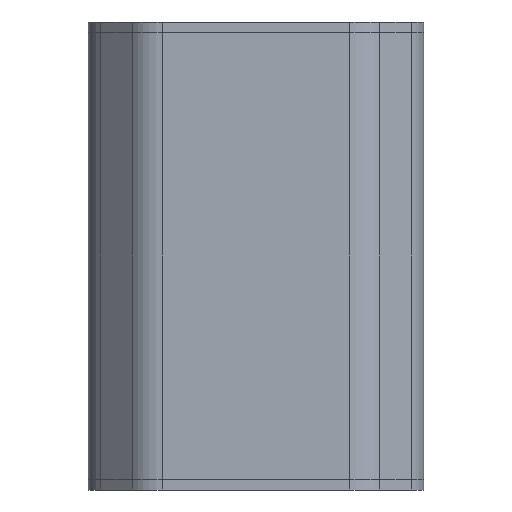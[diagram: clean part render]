
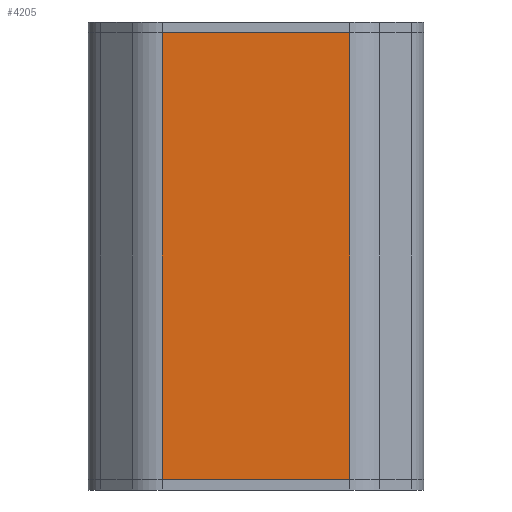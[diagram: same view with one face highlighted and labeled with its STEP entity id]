
A CAD part, front view. The second image highlights one B-rep face of the part: STEP entity #4205.
In plain terms, the highlighted planar face has unit normal (0, -1, 0).
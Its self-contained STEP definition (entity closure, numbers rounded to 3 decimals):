
#609=FACE_OUTER_BOUND('',#901,.T.);
#901=EDGE_LOOP('',(#3824,#3825,#3826,#3827));
#1272=LINE('',#7029,#1671);
#1281=LINE('',#7060,#1680);
#1302=LINE('',#7112,#1701);
#1303=LINE('',#7114,#1702);
#1671=VECTOR('',#5774,10.);
#1680=VECTOR('',#5797,10.);
#1701=VECTOR('',#5854,10.);
#1702=VECTOR('',#5857,10.);
#2064=VERTEX_POINT('',#7026);
#2065=VERTEX_POINT('',#7028);
#2079=VERTEX_POINT('',#7057);
#2080=VERTEX_POINT('',#7059);
#2634=EDGE_CURVE('',#2064,#2065,#1272,.T.);
#2649=EDGE_CURVE('',#2079,#2080,#1281,.T.);
#2677=EDGE_CURVE('',#2079,#2065,#1302,.T.);
#2678=EDGE_CURVE('',#2080,#2064,#1303,.T.);
#3824=ORIENTED_EDGE('',*,*,#2678,.F.);
#3825=ORIENTED_EDGE('',*,*,#2649,.F.);
#3826=ORIENTED_EDGE('',*,*,#2677,.T.);
#3827=ORIENTED_EDGE('',*,*,#2634,.F.);
#3990=PLANE('',#4654);
#4205=ADVANCED_FACE('',(#609),#3990,.T.);
#4654=AXIS2_PLACEMENT_3D('',#7113,#5855,#5856);
#5774=DIRECTION('',(1.,0.,0.));
#5797=DIRECTION('',(-1.,0.,0.));
#5854=DIRECTION('',(0.,0.,1.));
#5855=DIRECTION('center_axis',(0.,-1.,0.));
#5856=DIRECTION('ref_axis',(-1.,0.,0.));
#5857=DIRECTION('',(0.,0.,1.));
#7026=CARTESIAN_POINT('',(7.929,-25.,-2.5));
#7028=CARTESIAN_POINT('',(52.071,-25.,-2.5));
#7029=CARTESIAN_POINT('',(18.964,-25.,-2.5));
#7057=CARTESIAN_POINT('',(52.071,-25.,-107.9));
#7059=CARTESIAN_POINT('',(7.929,-25.,-107.9));
#7060=CARTESIAN_POINT('',(61.536,-25.,-107.9));
#7112=CARTESIAN_POINT('',(52.071,-25.,-26.5));
#7113=CARTESIAN_POINT('Origin',(52.071,-25.,-12.));
#7114=CARTESIAN_POINT('',(7.929,-25.,-26.5));
